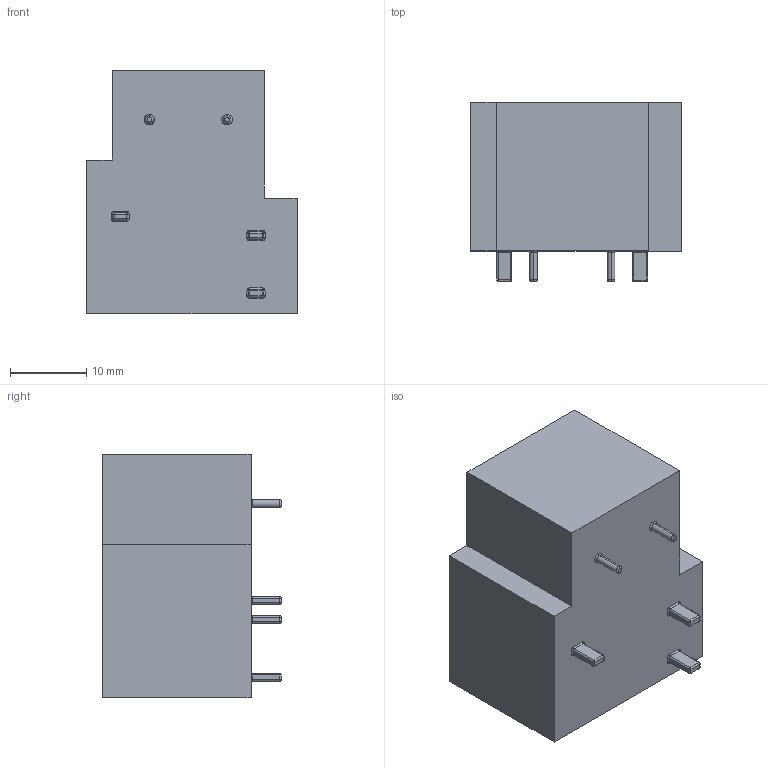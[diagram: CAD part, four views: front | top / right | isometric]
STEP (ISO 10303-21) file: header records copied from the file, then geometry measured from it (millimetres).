
FILE_DESCRIPTION (( 'STEP AP214' ), '1' );
FILE_NAME ('RELAY SLA-24VDC-SL-A .STEP', '2020-08-17T15:42:17', ( '' ), ( '' ), 'SwSTEP 2.0', 'SolidWorks 2020', '' );
FILE_SCHEMA (( 'AUTOMOTIVE_DESIGN' ));
Length unit declared in the file: millimetre
Products named in the file (1): RELAY SLA-24VDC-SL-A 
Bounding box: 27.6 x 23.5 x 32 mm (x, y, z)
Volume: 15067.9 mm3; surface area: 4103.7 mm2
Topology: 1 solids, 1 shells, 253 faces, 628 edges, 388 vertices
Faces by surface type: plane 129, bspline 52, cylinder 40, torus 20, sphere 12
Entity records: 11600 total; most frequent: CARTESIAN_POINT 4110, ORIENTED_EDGE 1232, DIRECTION 1024, EDGE_CURVE 616, VECTOR 404, LINE 404, VERTEX_POINT 388, AXIS2_PLACEMENT_3D 310
